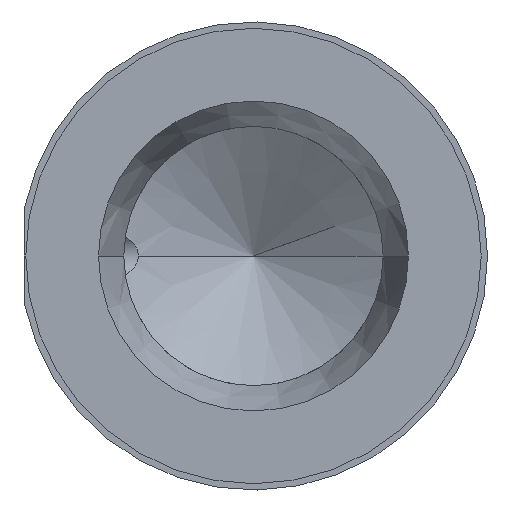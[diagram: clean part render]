
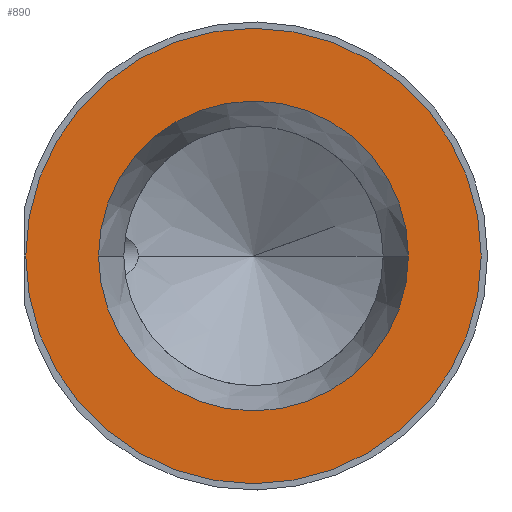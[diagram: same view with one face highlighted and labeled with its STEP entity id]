
A CAD part, front view. The second image highlights one B-rep face of the part: STEP entity #890.
In plain terms, the highlighted planar face has unit normal (0, -1, 0).
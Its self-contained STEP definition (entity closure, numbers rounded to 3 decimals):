
#208=CARTESIAN_POINT('',(0.,-25.239,0.));
#209=DIRECTION('',(0.,-1.,0.));
#210=DIRECTION('',(-1.,0.,0.));
#211=AXIS2_PLACEMENT_3D('',#208,#209,#210);
#213=CARTESIAN_POINT('',(0.,-25.239,0.));
#214=DIRECTION('',(0.,1.,0.));
#215=DIRECTION('',(-1.,0.,0.));
#216=AXIS2_PLACEMENT_3D('',#213,#214,#215);
#218=CARTESIAN_POINT('',(0.,-25.239,0.));
#219=DIRECTION('',(0.,-1.,0.));
#220=DIRECTION('',(1.,0.,0.));
#221=AXIS2_PLACEMENT_3D('',#218,#219,#220);
#223=CARTESIAN_POINT('',(0.,-25.239,0.));
#224=DIRECTION('',(0.,-1.,0.));
#225=DIRECTION('',(-1.,0.,0.));
#226=AXIS2_PLACEMENT_3D('',#223,#224,#225);
#554=CARTESIAN_POINT('',(-9.,-25.239,0.));
#556=VERTEX_POINT('',#554);
#592=CARTESIAN_POINT('',(9.,-25.239,0.));
#594=VERTEX_POINT('',#592);
#650=CARTESIAN_POINT('',(6.125,-25.239,0.));
#651=CARTESIAN_POINT('',(-6.125,-25.239,0.));
#652=VERTEX_POINT('',#650);
#653=VERTEX_POINT('',#651);
#877=CARTESIAN_POINT('',(0.,-25.239,0.));
#878=DIRECTION('',(0.,1.,0.));
#879=DIRECTION('',(1.,0.,0.));
#880=AXIS2_PLACEMENT_3D('',#877,#878,#879);
#881=PLANE('',#880);
#882=ORIENTED_EDGE('',*,*,#870,.F.);
#883=ORIENTED_EDGE('',*,*,#859,.T.);
#884=EDGE_LOOP('',(#882,#883));
#885=FACE_OUTER_BOUND('',#884,.F.);
#886=ORIENTED_EDGE('',*,*,#747,.T.);
#887=ORIENTED_EDGE('',*,*,#732,.T.);
#888=EDGE_LOOP('',(#886,#887));
#889=FACE_BOUND('',#888,.F.);
#890=ADVANCED_FACE('',(#885,#889),#881,.F.);
#212=CIRCLE('',#211,9.);
#217=CIRCLE('',#216,9.);
#222=CIRCLE('',#221,6.125);
#227=CIRCLE('',#226,6.125);
#732=EDGE_CURVE('',#653,#652,#227,.T.);
#747=EDGE_CURVE('',#652,#653,#222,.T.);
#859=EDGE_CURVE('',#556,#594,#217,.T.);
#870=EDGE_CURVE('',#556,#594,#212,.T.);
